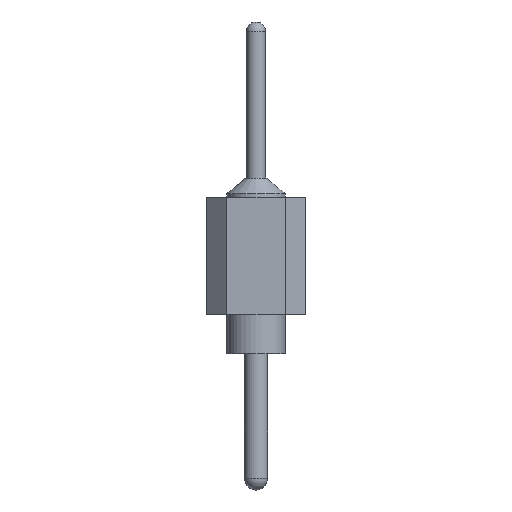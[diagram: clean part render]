
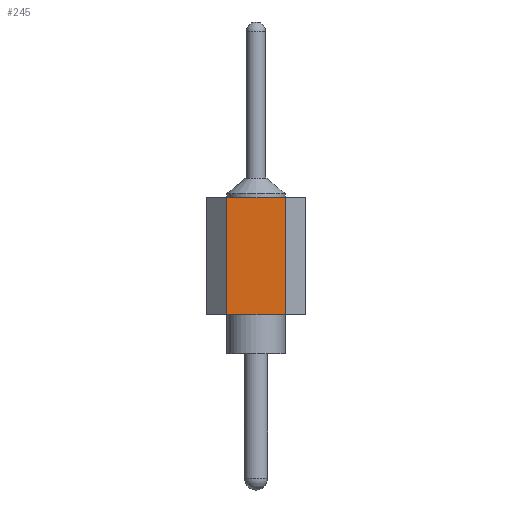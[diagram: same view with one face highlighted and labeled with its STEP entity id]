
A CAD part, left-side view. The second image highlights one B-rep face of the part: STEP entity #245.
In plain terms, the highlighted planar face has unit normal (-1, 0, 0).
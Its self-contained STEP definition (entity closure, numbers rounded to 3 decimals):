
#146 = VERTEX_POINT('',#147);
#147 = CARTESIAN_POINT('',(-1.27,0.75,0.));
#153 = EDGE_CURVE('',#146,#154,#156,.T.);
#154 = VERTEX_POINT('',#155);
#155 = CARTESIAN_POINT('',(-1.27,-0.75,0.));
#156 = LINE('',#157,#158);
#157 = CARTESIAN_POINT('',(-1.27,0.75,0.));
#158 = VECTOR('',#159,1.);
#159 = DIRECTION('',(0.,-1.,0.));
#227 = VERTEX_POINT('',#228);
#228 = CARTESIAN_POINT('',(-1.27,0.75,-3.));
#234 = EDGE_CURVE('',#146,#227,#235,.T.);
#235 = LINE('',#236,#237);
#236 = CARTESIAN_POINT('',(-1.27,0.75,0.));
#237 = VECTOR('',#238,1.);
#238 = DIRECTION('',(-0.,-0.,-1.));
#245 = ADVANCED_FACE('',(#246),#264,.T.);
#246 = FACE_BOUND('',#247,.T.);
#247 = EDGE_LOOP('',(#248,#249,#257,#263));
#248 = ORIENTED_EDGE('',*,*,#234,.T.);
#249 = ORIENTED_EDGE('',*,*,#250,.T.);
#250 = EDGE_CURVE('',#227,#251,#253,.T.);
#251 = VERTEX_POINT('',#252);
#252 = CARTESIAN_POINT('',(-1.27,-0.75,-3.));
#253 = LINE('',#254,#255);
#254 = CARTESIAN_POINT('',(-1.27,0.75,-3.));
#255 = VECTOR('',#256,1.);
#256 = DIRECTION('',(0.,-1.,0.));
#257 = ORIENTED_EDGE('',*,*,#258,.F.);
#258 = EDGE_CURVE('',#154,#251,#259,.T.);
#259 = LINE('',#260,#261);
#260 = CARTESIAN_POINT('',(-1.27,-0.75,0.));
#261 = VECTOR('',#262,1.);
#262 = DIRECTION('',(-0.,-0.,-1.));
#263 = ORIENTED_EDGE('',*,*,#153,.F.);
#264 = PLANE('',#265);
#265 = AXIS2_PLACEMENT_3D('',#266,#267,#268);
#266 = CARTESIAN_POINT('',(-1.27,0.75,0.));
#267 = DIRECTION('',(-1.,0.,0.));
#268 = DIRECTION('',(0.,-1.,0.));
